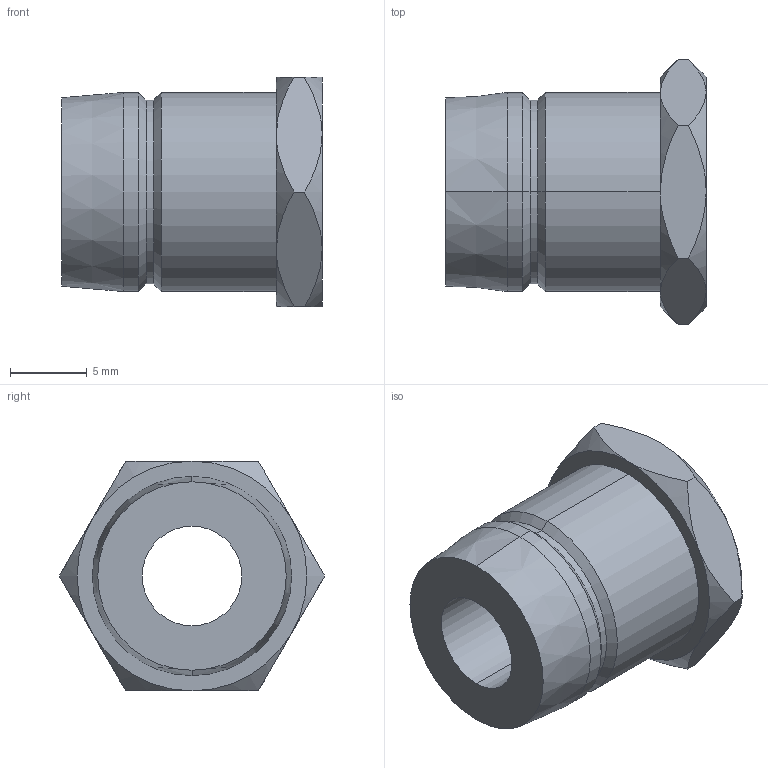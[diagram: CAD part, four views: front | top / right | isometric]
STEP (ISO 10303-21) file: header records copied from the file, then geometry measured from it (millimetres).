
FILE_DESCRIPTION (( 'STEP AP203' ), '1' );
FILE_NAME ('59f5.STEP', '2025-08-19T14:46:31', ( '' ), ( '' ), 'SwSTEP 2.0', 'SolidWorks 2019', '' );
FILE_SCHEMA (( 'CONFIG_CONTROL_DESIGN' ));
Length unit declared in the file: millimetre
Products named in the file (1): 59f5
Bounding box: 17 x 17.32 x 15 mm (x, y, z)
Volume: 1818.2 mm3; surface area: 1367.2 mm2
Topology: 1 solids, 1 shells, 35 faces, 74 edges, 42 vertices
Faces by surface type: cone 18, plane 9, cylinder 8
Entity records: 1107 total; most frequent: CARTESIAN_POINT 304, DIRECTION 152, ORIENTED_EDGE 148, EDGE_CURVE 74, AXIS2_PLACEMENT_3D 66, VERTEX_POINT 42, EDGE_LOOP 38, FACE_OUTER_BOUND 35
